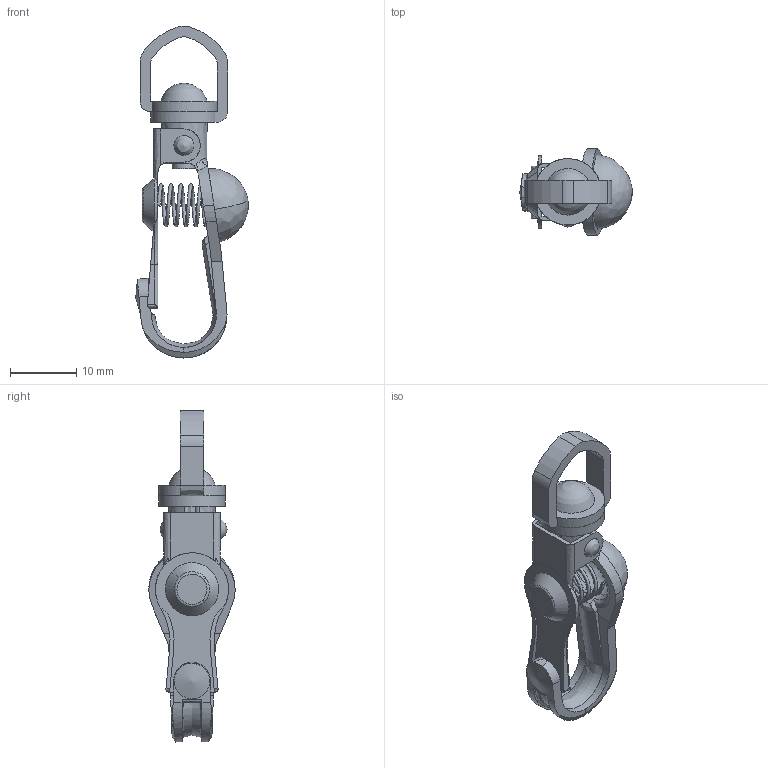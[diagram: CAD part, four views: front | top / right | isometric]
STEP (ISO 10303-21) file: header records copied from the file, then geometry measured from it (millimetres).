
FILE_DESCRIPTION((''),'2;1');
FILE_NAME('','2006-01-19T09:43:11',(''),(''),'','CADfix','');
FILE_SCHEMA(('AUTOMOTIVE_DESIGN'));
Length unit declared in the file: millimetre
Products named in the file (7): spring; pin_A; stopper; ring; pin_B; hook; TM_108_4_18921_36
Assembly tree (6 placements, depth 2):
  TM_108_4_18921_36
    spring
    pin_A
    stopper
    ring
    pin_B
    hook
Bounding box: 16.95 x 13 x 50 mm (x, y, z)
Volume: 1592.6 mm3; surface area: 2989.8 mm2
Topology: 6 solids, 6 shells, 189 faces, 616 edges, 439 vertices
Faces by surface type: bspline 189
Entity records: 11499 total; most frequent: CARTESIAN_POINT 7769, ORIENTED_EDGE 1224, EDGE_CURVE 612, VERTEX_POINT 439, B_SPLINE_CURVE_WITH_KNOTS 375, QUASI_UNIFORM_CURVE 212, EDGE_LOOP 207, FACE_OUTER_BOUND 189
